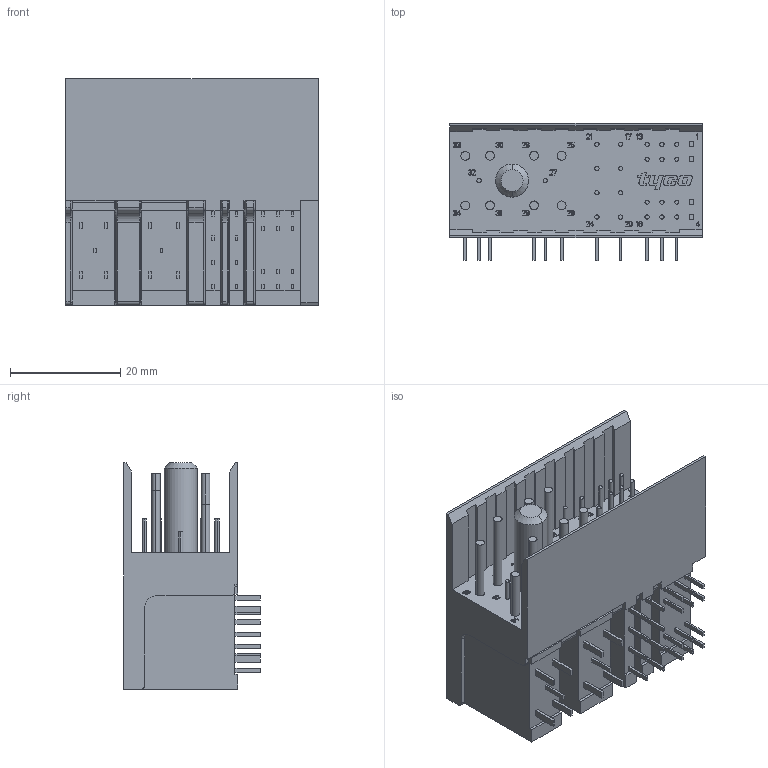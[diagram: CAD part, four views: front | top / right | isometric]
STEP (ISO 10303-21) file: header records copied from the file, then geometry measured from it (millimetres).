
FILE_DESCRIPTION((''),'2;1');
FILE_NAME('C-1766500-1','2009-09-23T',('workeradm'),(''),'PRO/ENGINEER BY PARAMETRIC TECHNOLOGY CORPORATION, 2008380','PRO/ENGINEER BY PARAMETRIC TECHNOLOGY CORPORATION, 2008380','');
FILE_SCHEMA(('AUTOMOTIVE_DESIGN { 1 0 10303 214 1 1 1 1 }'));
Length unit declared in the file: millimetre
Products named in the file (1): C-1766500-1
Bounding box: 45.8 x 24.8 x 41.2 mm (x, y, z)
Volume: 20450.8 mm3; surface area: 15540.3 mm2
Topology: 1 solids, 1 shells, 1780 faces, 4911 edges, 3251 vertices
Faces by surface type: plane 1648, cylinder 103, cone 29
Entity records: 55646 total; most frequent: CARTESIAN_POINT 9943, ORIENTED_EDGE 9822, DIRECTION 8706, EDGE_CURVE 4911, VECTOR 4676, LINE 4676, VERTEX_POINT 3251, AXIS2_PLACEMENT_3D 2015
